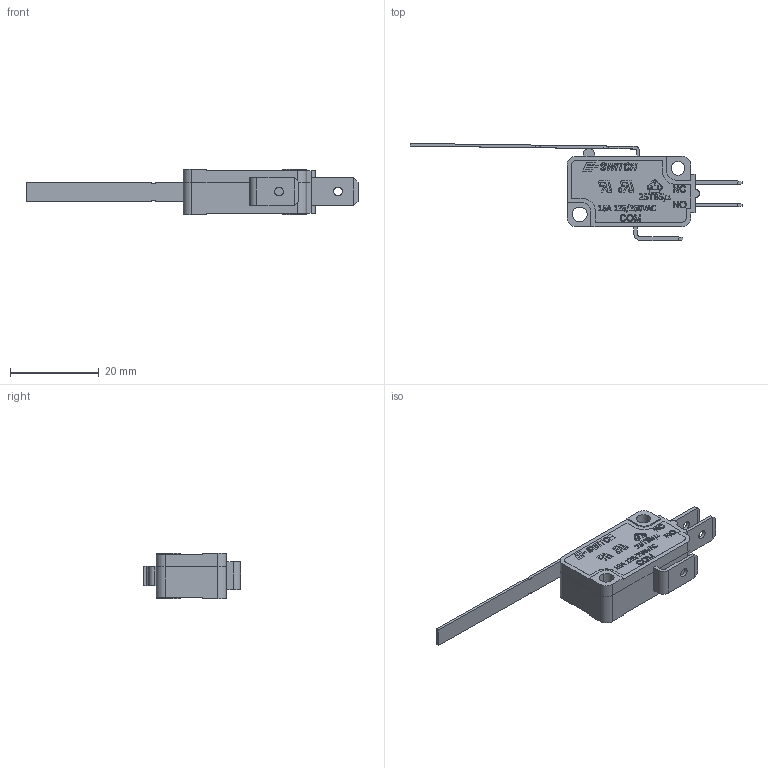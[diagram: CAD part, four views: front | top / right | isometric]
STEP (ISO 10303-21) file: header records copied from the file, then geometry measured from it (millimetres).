
FILE_DESCRIPTION(/* description */ (''),/* implementation_level */ '2;1');
FILE_NAME(/* name */ 'LS0851503FxxxC2A.stp',/* time_stamp */ '2025-05-22T16:40:32-05:00',/* author */ ('mroman'),/* organization */ (''),/* preprocessor_version */ 'ST-DEVELOPER v18.1',/* originating_system */ 'Autodesk Inventor 2022',/* authorisation */ '');
FILE_SCHEMA (('AUTOMOTIVE_DESIGN { 1 0 10303 214 3 1 1 }'));
Length unit declared in the file: centimetre
Products named in the file (1): LS0851503FxxxC2A
Bounding box: 74.96 x 21.93 x 10.3 mm (x, y, z)
Volume: 4519 mm3; surface area: 3094.6 mm2
Topology: 1 solids, 1 shells, 788 faces, 2155 edges, 1419 vertices
Faces by surface type: plane 518, bspline 207, cylinder 63
Full cylindrical faces by diameter (mm): 2 x3, 3.1 x2
Entity records: 27200 total; most frequent: CARTESIAN_POINT 8488, ORIENTED_EDGE 4312, DIRECTION 3024, EDGE_CURVE 2156, LINE 1624, VECTOR 1624, VERTEX_POINT 1419, EDGE_LOOP 853
